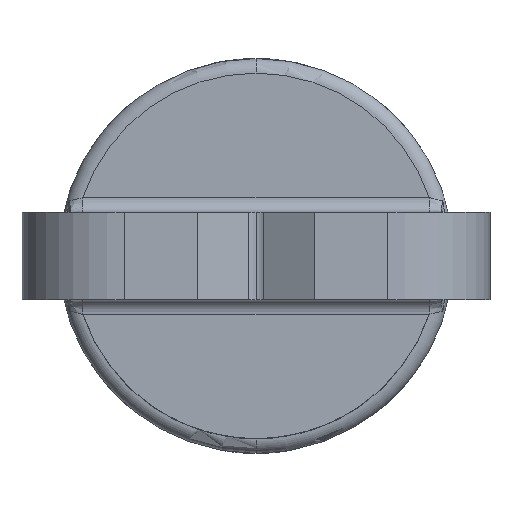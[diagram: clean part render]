
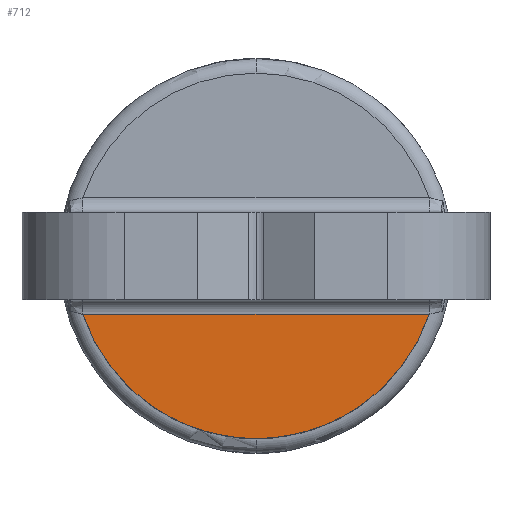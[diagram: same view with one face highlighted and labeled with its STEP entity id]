
A CAD part, left-side view. The second image highlights one B-rep face of the part: STEP entity #712.
In plain terms, the highlighted planar face has unit normal (-1, 0, 0).
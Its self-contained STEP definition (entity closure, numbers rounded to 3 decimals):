
#688=CARTESIAN_POINT('',(16.,0.,13.5));
#689=DIRECTION('',(-1.,0.,0.));
#690=DIRECTION('',(0.,0.,1.));
#691=AXIS2_PLACEMENT_3D('',#688,#689,#690);
#692=PLANE('',#691);
#693=CARTESIAN_POINT('',(16.,11.843,-4.));
#694=VERTEX_POINT('',#693);
#695=CARTESIAN_POINT('',(16.,-11.843,-4.));
#696=VERTEX_POINT('',#695);
#697=CARTESIAN_POINT('',(16.,0.,0.));
#698=DIRECTION('',(-1.,0.,0.));
#699=DIRECTION('',(0.,0.,1.));
#700=AXIS2_PLACEMENT_3D('',#697,#698,#699);
#701=CIRCLE('',#700,12.5);
#702=EDGE_CURVE('',#694,#696,#701,.T.);
#703=ORIENTED_EDGE('',*,*,#702,.T.);
#704=CARTESIAN_POINT('',(16.,-11.843,-4.));
#705=DIRECTION('',(0.,1.,0.));
#706=VECTOR('',#705,23.685);
#707=LINE('',#704,#706);
#708=EDGE_CURVE('',#696,#694,#707,.T.);
#709=ORIENTED_EDGE('',*,*,#708,.T.);
#710=EDGE_LOOP('',(#703,#709));
#711=FACE_BOUND('',#710,.T.);
#712=ADVANCED_FACE('',(#711),#692,.T.);
